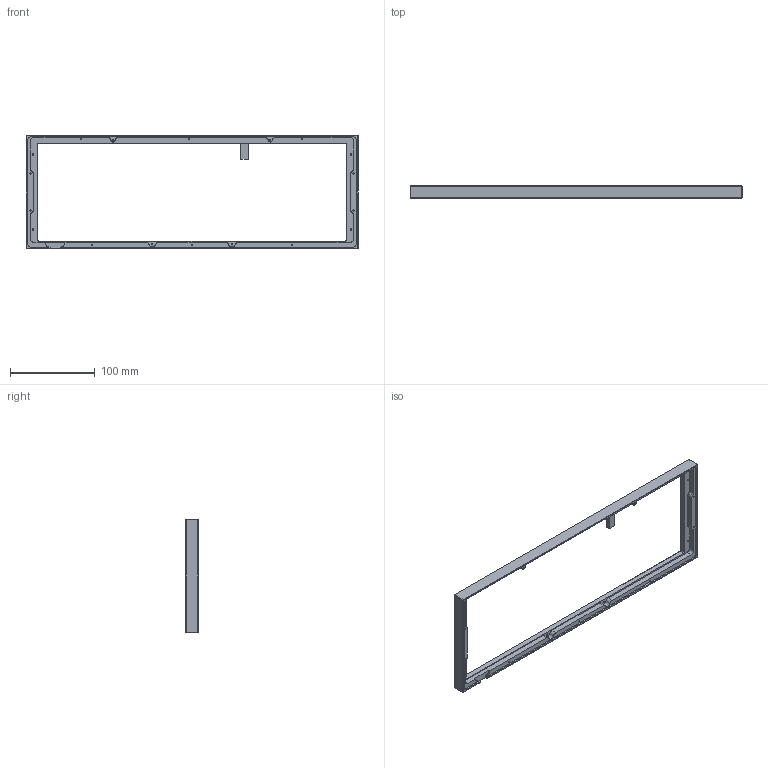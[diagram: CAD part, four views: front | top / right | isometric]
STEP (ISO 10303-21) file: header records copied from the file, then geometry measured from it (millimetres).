
FILE_DESCRIPTION (( 'STEP AP214' ), '1' );
FILE_NAME ('TopPlate.STEP', '2020-08-17T04:02:46', ( '' ), ( '' ), 'SwSTEP 2.0', 'SolidWorks 2019', '' );
FILE_SCHEMA (( 'AUTOMOTIVE_DESIGN' ));
Length unit declared in the file: centimetre
Products named in the file (1): TopPlate
Bounding box: 390.8 x 14.8 x 133.8 mm (x, y, z)
Volume: 108519.1 mm3; surface area: 51084.1 mm2
Topology: 1 solids, 1 shells, 179 faces, 455 edges, 260 vertices
Faces by surface type: cylinder 72, plane 65, cone 42
Entity records: 5117 total; most frequent: DIRECTION 929, CARTESIAN_POINT 859, ORIENTED_EDGE 838, EDGE_CURVE 419, AXIS2_PLACEMENT_3D 330, VECTOR 269, LINE 269, VERTEX_POINT 260
